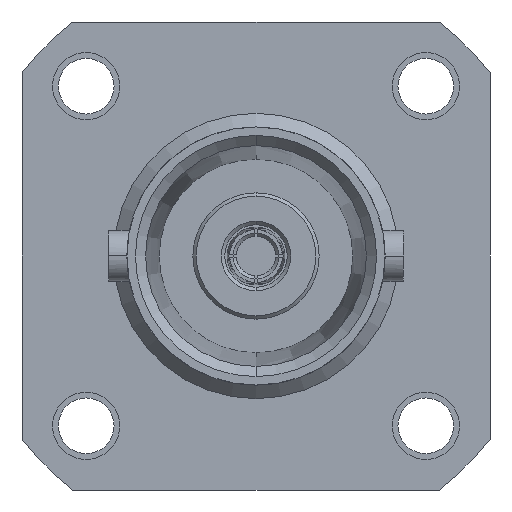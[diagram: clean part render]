
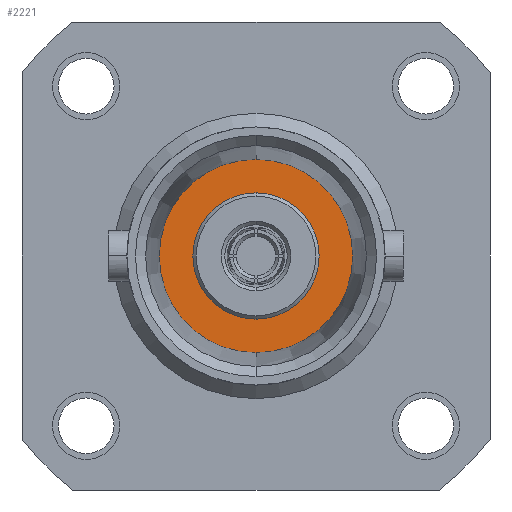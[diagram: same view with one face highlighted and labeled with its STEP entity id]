
A CAD part, left-side view. The second image highlights one B-rep face of the part: STEP entity #2221.
In plain terms, the highlighted planar face has unit normal (-1, 0, 0).
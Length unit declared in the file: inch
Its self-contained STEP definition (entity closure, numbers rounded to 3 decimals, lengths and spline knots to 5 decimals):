
#96 = VERTEX_POINT ( 'NONE', #4976 ) ;
#131 = DIRECTION ( 'NONE',  ( -1., 0., 0. ) ) ;
#343 = EDGE_CURVE ( 'NONE', #4879, #717, #2972, .T. ) ;
#352 = EDGE_LOOP ( 'NONE', ( #1667, #2151 ) ) ;
#466 = EDGE_CURVE ( 'NONE', #717, #4879, #814, .T. ) ;
#532 = EDGE_CURVE ( 'NONE', #96, #4065, #633, .T. ) ;
#633 = CIRCLE ( 'NONE', #1602, 0.093 ) ;
#641 = DIRECTION ( 'NONE',  ( -1., 0., 0. ) ) ;
#717 = VERTEX_POINT ( 'NONE', #4264 ) ;
#814 = CIRCLE ( 'NONE', #4345, 0.1425 ) ;
#955 = PLANE ( 'NONE',  #3009 ) ;
#962 = AXIS2_PLACEMENT_3D ( 'NONE', #4097, #4390, #4403 ) ;
#970 = DIRECTION ( 'NONE',  ( 0., 0., -1. ) ) ;
#1318 = ORIENTED_EDGE ( 'NONE', *, *, #532, .T. ) ;
#1341 = DIRECTION ( 'NONE',  ( 0., 0., 1. ) ) ;
#1583 = FACE_BOUND ( 'NONE', #4997, .T. ) ;
#1602 = AXIS2_PLACEMENT_3D ( 'NONE', #2659, #1865, #2249 ) ;
#1667 = ORIENTED_EDGE ( 'NONE', *, *, #466, .T. ) ;
#1865 = DIRECTION ( 'NONE',  ( 1., 0., 0. ) ) ;
#2091 = CARTESIAN_POINT ( 'NONE',  ( 0.416, 0., 0. ) ) ;
#2151 = ORIENTED_EDGE ( 'NONE', *, *, #343, .T. ) ;
#2188 = AXIS2_PLACEMENT_3D ( 'NONE', #2091, #131, #4809 ) ;
#2221 = ADVANCED_FACE ( 'NONE', ( #2595, #1583 ), #955, .T. ) ;
#2249 = DIRECTION ( 'NONE',  ( 0., 0., -1. ) ) ;
#2473 = EDGE_CURVE ( 'NONE', #4065, #96, #4290, .T. ) ;
#2595 = FACE_OUTER_BOUND ( 'NONE', #352, .T. ) ;
#2659 = CARTESIAN_POINT ( 'NONE',  ( 0.416, 0., 0. ) ) ;
#2712 = CARTESIAN_POINT ( 'NONE',  ( 0.416, 0., 0.1425 ) ) ;
#2972 = CIRCLE ( 'NONE', #2188, 0.1425 ) ;
#3009 = AXIS2_PLACEMENT_3D ( 'NONE', #4419, #3639, #1341 ) ;
#3639 = DIRECTION ( 'NONE',  ( -1., 0., 0. ) ) ;
#4048 = ORIENTED_EDGE ( 'NONE', *, *, #2473, .T. ) ;
#4050 = CARTESIAN_POINT ( 'NONE',  ( 0.416, 0., 0. ) ) ;
#4065 = VERTEX_POINT ( 'NONE', #4135 ) ;
#4097 = CARTESIAN_POINT ( 'NONE',  ( 0.416, 0., 0. ) ) ;
#4135 = CARTESIAN_POINT ( 'NONE',  ( 0.416, 0., 0.093 ) ) ;
#4264 = CARTESIAN_POINT ( 'NONE',  ( 0.416, 0., -0.1425 ) ) ;
#4290 = CIRCLE ( 'NONE', #962, 0.093 ) ;
#4345 = AXIS2_PLACEMENT_3D ( 'NONE', #4050, #641, #970 ) ;
#4390 = DIRECTION ( 'NONE',  ( 1., 0., 0. ) ) ;
#4403 = DIRECTION ( 'NONE',  ( 0., 0., -1. ) ) ;
#4419 = CARTESIAN_POINT ( 'NONE',  ( 0.416, 0., 0. ) ) ;
#4809 = DIRECTION ( 'NONE',  ( 0., 0., -1. ) ) ;
#4879 = VERTEX_POINT ( 'NONE', #2712 ) ;
#4976 = CARTESIAN_POINT ( 'NONE',  ( 0.416, 0., -0.093 ) ) ;
#4997 = EDGE_LOOP ( 'NONE', ( #1318, #4048 ) ) ;
